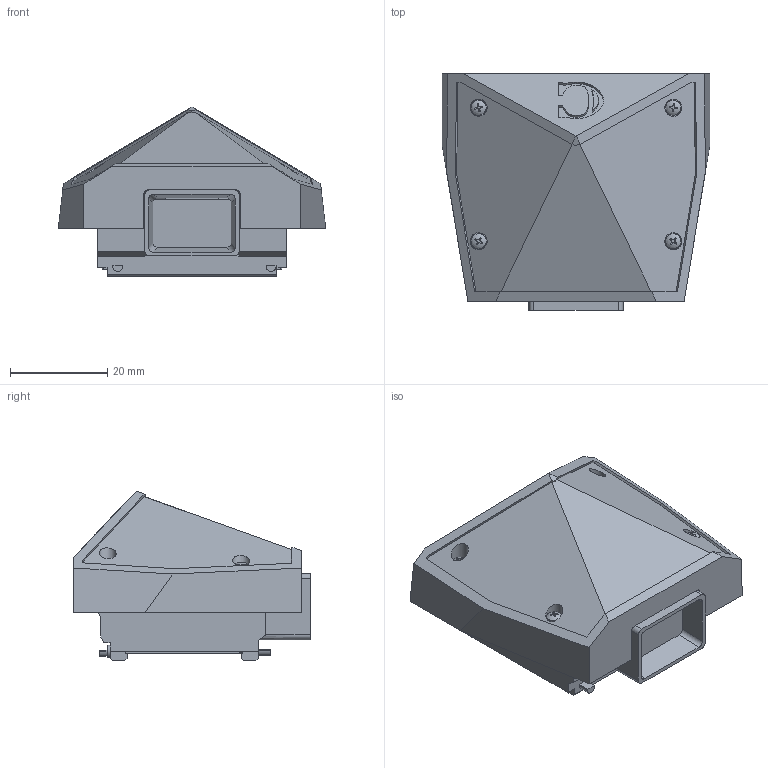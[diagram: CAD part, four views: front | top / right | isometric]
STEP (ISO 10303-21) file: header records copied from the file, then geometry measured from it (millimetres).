
FILE_DESCRIPTION(/* description */ ('Unknown'),/* implementation_level */ '2;1');
FILE_NAME(/* name */ 'nikonF_viewFinder_canonFTB_assembly',/* time_stamp */ '2024-03-18T21:44:33-04:00',/* author */ ('Unknown'),/* organization */ ('Unknown'),/* preprocessor_version */ 'ST-DEVELOPER v18.1',/* originating_system */ 'Solid Edge',/* authorisation */ 'Unknown');
FILE_SCHEMA (('AUTOMOTIVE_DESIGN {1 0 10303 214 3 1 1}'));
Length unit declared in the file: millimetre
Products named in the file (6): nikonF_viewFinder_canonFTB; nikonF_viewFinder_canonFTBBottom; nikonF_viewFinder_canonFTBTop_STD; M1.6_panHead_5mm; nikonF_prismEye_canonFTB; nikonF_prism_canonFTB
Assembly tree (8 placements, depth 2):
  nikonF_viewFinder_canonFTB
    nikonF_viewFinder_canonFTBBottom
    nikonF_viewFinder_canonFTBTop_STD
    M1.6_panHead_5mm  x4
    nikonF_prismEye_canonFTB
    nikonF_prism_canonFTB
Bounding box: 55.1 x 48.7 x 35 mm (x, y, z)
Volume: 38805 mm3; surface area: 20658.9 mm2
Topology: 12 solids, 12 shells, 307 faces, 809 edges, 536 vertices
Faces by surface type: plane 220, cylinder 50, bspline 13, cone 12, torus 8, sphere 4
Full cylindrical faces by diameter (mm): 2.5 x1, 3.203 x4, 3.5 x4
Entity records: 10782 total; most frequent: CARTESIAN_POINT 4699, ORIENTED_EDGE 1108, DIRECTION 1037, EDGE_CURVE 554, LINE 441, VECTOR 441, VERTEX_POINT 377, AXIS2_PLACEMENT_3D 298
